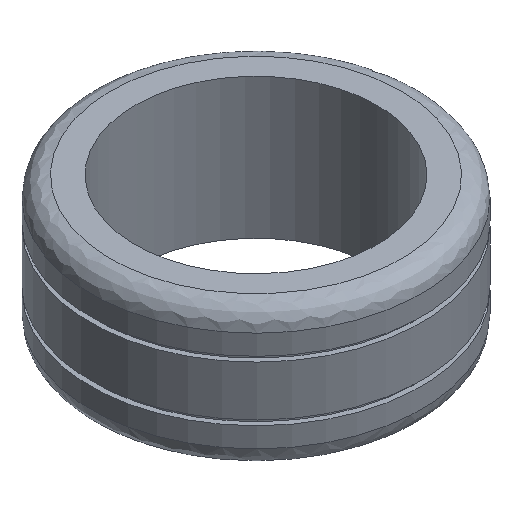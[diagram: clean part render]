
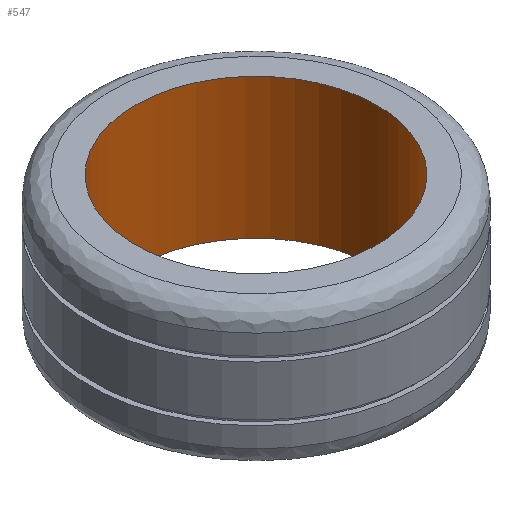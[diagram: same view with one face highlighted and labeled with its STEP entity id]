
A CAD part, isometric view. The second image highlights one B-rep face of the part: STEP entity #547.
In plain terms, the highlighted free-form (B-spline) face has degree [2, 1] with [9, 2] control points.
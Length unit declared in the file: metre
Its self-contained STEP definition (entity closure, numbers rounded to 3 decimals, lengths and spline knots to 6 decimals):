
#28 = CARTESIAN_POINT('NONE', (0.2413, 0., 0.14));
#29 = VERTEX_POINT('NONE', #28);
#30 = CARTESIAN_POINT('NONE', (0.2413, 0., -0.14));
#31 = VERTEX_POINT('NONE', #30);
#204 = CARTESIAN_POINT('NONE', (0.2413, 0., 0.14));
#205 = CARTESIAN_POINT('NONE', (0.2413, 0.2413, 0.14));
#206 = CARTESIAN_POINT('NONE', (0., 0.2413, 0.14));
#207 = CARTESIAN_POINT('NONE', (-0.2413, 0.2413, 0.14));
#208 = CARTESIAN_POINT('NONE', (-0.2413, 0., 0.14));
#209 = CARTESIAN_POINT('NONE', (-0.2413, -0.2413, 0.14));
#210 = CARTESIAN_POINT('NONE', (0., -0.2413, 0.14));
#211 = CARTESIAN_POINT('NONE', (0.2413, -0.2413, 0.14));
#212 = CARTESIAN_POINT('NONE', (0.2413, 0., 0.14));
#213 = (
  BOUNDED_CURVE()
  B_SPLINE_CURVE(2, (#204, #205, #206, #207, #208, #209, #210, #211, #212), .UNSPECIFIED., .F., .F.)
  B_SPLINE_CURVE_WITH_KNOTS((3, 2, 2, 2, 3), (-6.283185, -4.712389, -3.141593, -1.570796, -0), .UNSPECIFIED.)
  CURVE()
  GEOMETRIC_REPRESENTATION_ITEM()
  RATIONAL_B_SPLINE_CURVE((1, 0.707, 1, 0.707, 1, 0.707, 1, 0.707, 1))
  REPRESENTATION_ITEM('NONE')
);
#214 = DIRECTION('NONE', (0, 0, -1));
#215 = VECTOR('NONE', #214, 1);
#216 = CARTESIAN_POINT('NONE', (0.2413, 0, 0.14));
#217 = LINE('NONE', #216, #215);
#218 = CARTESIAN_POINT('NONE', (0.2413, 0., -0.14));
#219 = CARTESIAN_POINT('NONE', (0.2413, 0.2413, -0.14));
#220 = CARTESIAN_POINT('NONE', (0., 0.2413, -0.14));
#221 = CARTESIAN_POINT('NONE', (-0.2413, 0.2413, -0.14));
#222 = CARTESIAN_POINT('NONE', (-0.2413, 0., -0.14));
#223 = CARTESIAN_POINT('NONE', (-0.2413, -0.2413, -0.14));
#224 = CARTESIAN_POINT('NONE', (0., -0.2413, -0.14));
#225 = CARTESIAN_POINT('NONE', (0.2413, -0.2413, -0.14));
#226 = CARTESIAN_POINT('NONE', (0.2413, 0., -0.14));
#227 = (
  BOUNDED_CURVE()
  B_SPLINE_CURVE(2, (#218, #219, #220, #221, #222, #223, #224, #225, #226), .UNSPECIFIED., .F., .F.)
  B_SPLINE_CURVE_WITH_KNOTS((3, 2, 2, 2, 3), (-6.283185, -4.712389, -3.141593, -1.570796, -0), .UNSPECIFIED.)
  CURVE()
  GEOMETRIC_REPRESENTATION_ITEM()
  RATIONAL_B_SPLINE_CURVE((1, 0.707, 1, 0.707, 1, 0.707, 1, 0.707, 1))
  REPRESENTATION_ITEM('NONE')
);
#253 = EDGE_CURVE('NONE', #29, #29, #213, .T.);
#254 = EDGE_CURVE('NONE', #29, #31, #217, .T.);
#255 = EDGE_CURVE('NONE', #31, #31, #227, .T.);
#321 = ORIENTED_EDGE('NONE', *, *, #253, .F.);
#322 = ORIENTED_EDGE('NONE', *, *, #254, .T.);
#323 = ORIENTED_EDGE('NONE', *, *, #255, .T.);
#324 = ORIENTED_EDGE('NONE', *, *, #254, .F.);
#325 = EDGE_LOOP('NONE', (#321, #322, #323, #324));
#501 = CARTESIAN_POINT('NONE', (0.2413, 0, 0.14));
#502 = CARTESIAN_POINT('NONE', (0.2413, 0, -0.14));
#503 = CARTESIAN_POINT('NONE', (0.2413, -0.2413, 0.14));
#504 = CARTESIAN_POINT('NONE', (0.2413, -0.2413, -0.14));
#505 = CARTESIAN_POINT('NONE', (0., -0.2413, 0.14));
#506 = CARTESIAN_POINT('NONE', (0., -0.2413, -0.14));
#507 = CARTESIAN_POINT('NONE', (-0.2413, -0.2413, 0.14));
#508 = CARTESIAN_POINT('NONE', (-0.2413, -0.2413, -0.14));
#509 = CARTESIAN_POINT('NONE', (-0.2413, 0., 0.14));
#510 = CARTESIAN_POINT('NONE', (-0.2413, 0., -0.14));
#511 = CARTESIAN_POINT('NONE', (-0.2413, 0.2413, 0.14));
#512 = CARTESIAN_POINT('NONE', (-0.2413, 0.2413, -0.14));
#513 = CARTESIAN_POINT('NONE', (0., 0.2413, 0.14));
#514 = CARTESIAN_POINT('NONE', (0., 0.2413, -0.14));
#515 = CARTESIAN_POINT('NONE', (0.2413, 0.2413, 0.14));
#516 = CARTESIAN_POINT('NONE', (0.2413, 0.2413, -0.14));
#517 = CARTESIAN_POINT('NONE', (0.2413, 0, 0.14));
#518 = CARTESIAN_POINT('NONE', (0.2413, 0, -0.14));
#519 = (
  BOUNDED_SURFACE()
  B_SPLINE_SURFACE(2, 1, ((#501, #502), (#503, #504), (#505, #506), (#507, #508), (#509, #510), (#511, #512), (#513, #514), (#515, #516), (#517, #518)), .UNSPECIFIED., .F., .F., .F.)
  B_SPLINE_SURFACE_WITH_KNOTS((3, 2, 2, 2, 3), (2, 2), (0, 1.570796, 3.141593, 4.712389, 6.283185), (0, 280), .UNSPECIFIED.)
  GEOMETRIC_REPRESENTATION_ITEM()
  RATIONAL_B_SPLINE_SURFACE(((1, 1), (0.707, 0.707), (1, 1), (0.707, 0.707), (1, 1), (0.707, 0.707), (1, 1), (0.707, 0.707), (1, 1)))
  REPRESENTATION_ITEM('NONE')
  SURFACE()
);
#546 = FACE_OUTER_BOUND('NONE', #325, .F.);
#547 = ADVANCED_FACE('NONE', (#546), #519, .F.);
